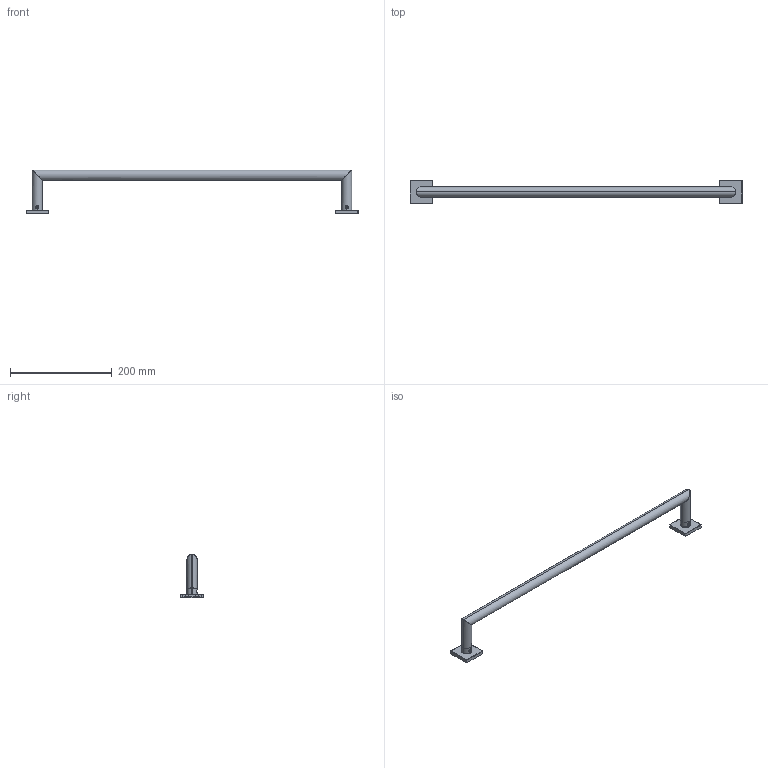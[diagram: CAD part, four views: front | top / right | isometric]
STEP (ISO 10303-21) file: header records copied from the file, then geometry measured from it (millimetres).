
FILE_DESCRIPTION((''),'2;1');
FILE_NAME('5303_ASM','2015-08-13T',('rsmith'),(''),'PRO/ENGINEER BY PARAMETRIC TECHNOLOGY CORPORATION, 2013150','PRO/ENGINEER BY PARAMETRIC TECHNOLOGY CORPORATION, 2013150','');
FILE_SCHEMA(('CONFIG_CONTROL_DESIGN'));
Length unit declared in the file: inch
Products named in the file (6): 40591; 92461; 80600; 92418; 7-658_ASM; 5303_ASM
Assembly tree (8 placements, depth 3):
  5303_ASM
    40591  x2
    92461  x2
    7-658_ASM
      80600
      92418  x2
Bounding box: 654.05 x 44.45 x 86.6 mm (x, y, z)
Volume: 61224.8 mm3; surface area: 159200.8 mm2
Topology: 7 solids, 12 shells, 406 faces, 1080 edges, 696 vertices
Faces by surface type: cylinder 202, plane 100, bspline 56, cone 28, sphere 16, torus 4
Entity records: 13848 total; most frequent: CARTESIAN_POINT 8486, ORIENTED_EDGE 1116, DIRECTION 1005, EDGE_CURVE 586, AXIS2_PLACEMENT_3D 381, VERTEX_POINT 376, VECTOR 243, LINE 243
